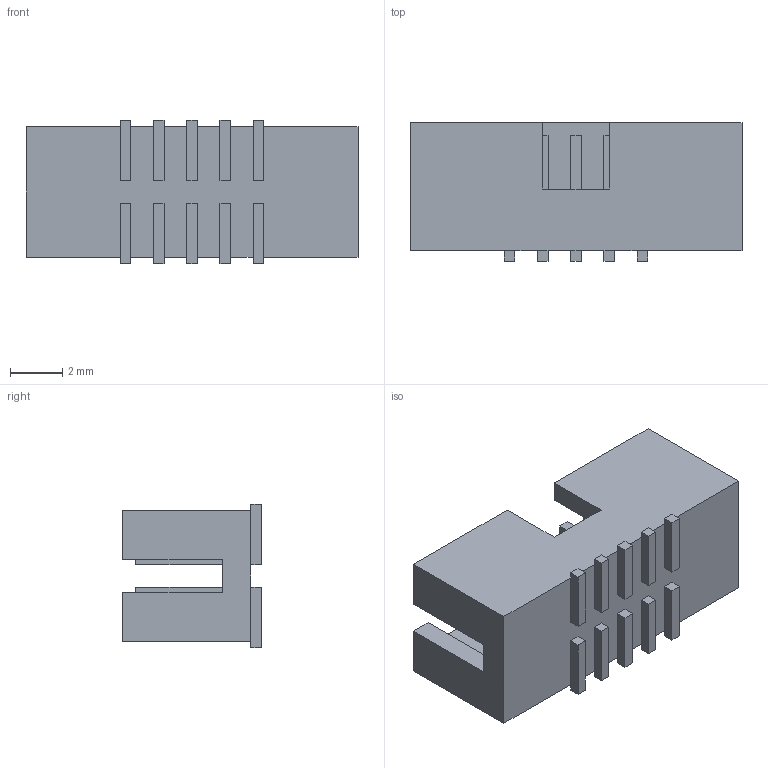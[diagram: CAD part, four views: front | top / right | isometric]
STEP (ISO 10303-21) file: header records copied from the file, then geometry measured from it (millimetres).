
FILE_SCHEMA (('AUTOMOTIVE_DESIGN { 1 0 10303 214 3 1 1 }'));
Length unit declared in the file: millimetre
Products named in the file (1): Part2
Bounding box: 12.7 x 5.3 x 5.5 mm (x, y, z)
Volume: 163.5 mm3; surface area: 471.6 mm2
Topology: 1 solids, 1 shells, 132 faces, 340 edges, 220 vertices
Faces by surface type: plane 132
Entity records: 4097 total; most frequent: CARTESIAN_POINT 693, ORIENTED_EDGE 680, DIRECTION 606, LINE 340, VECTOR 340, EDGE_CURVE 340, VERTEX_POINT 220, EDGE_LOOP 142
